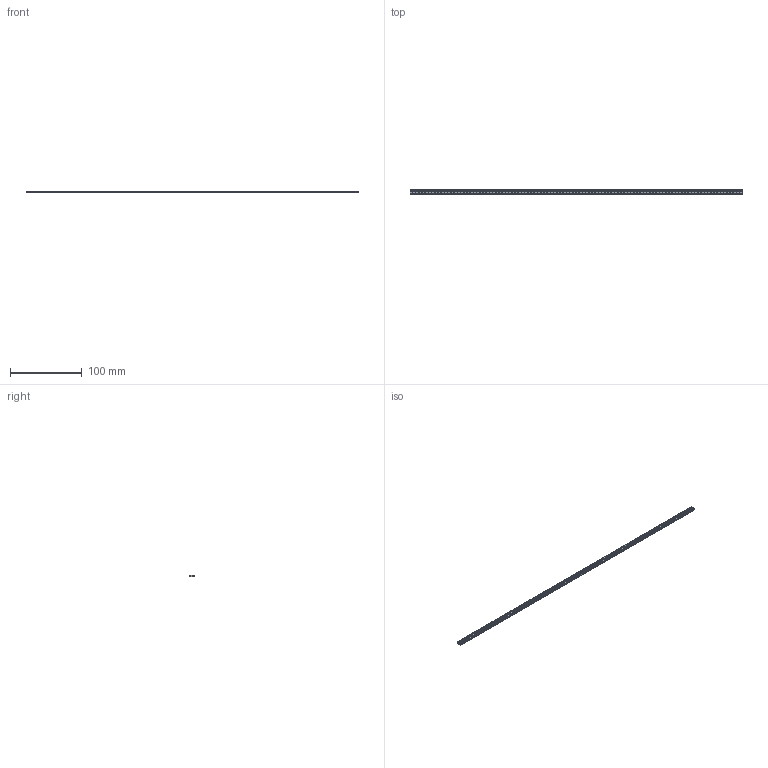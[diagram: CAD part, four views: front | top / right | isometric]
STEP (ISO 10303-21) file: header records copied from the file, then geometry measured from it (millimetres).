
FILE_DESCRIPTION(/* description */ (''),/* implementation_level */ '2;1');
FILE_NAME(/* name */ 'MXL Belt - 500mm',/* time_stamp */ '2014-03-05T17:54:09-06:00',/* author */ (''),/* organization */ (''),/* preprocessor_version */ 'ST-DEVELOPER v15',/* originating_system */ '',/* authorisation */ '');
FILE_SCHEMA (('AUTOMOTIVE_DESIGN'));
Length unit declared in the file: inch
Products named in the file (1): Document
Bounding box: 464.31 x 6.35 x 2.54 mm (x, y, z)
Volume: 4499.9 mm3; surface area: 13230.2 mm2
Topology: 1 solids, 1 shells, 918 faces, 2748 edges, 1832 vertices
Faces by surface type: plane 918
Entity records: 26609 total; most frequent: CARTESIAN_POINT 8250, ORIENTED_EDGE 5496, EDGE_CURVE 2748, B_SPLINE_CURVE_WITH_KNOTS 2748, VERTEX_POINT 1832, DIRECTION 922, AXIS2_PLACEMENT_3D 920, ADVANCED_FACE 918
